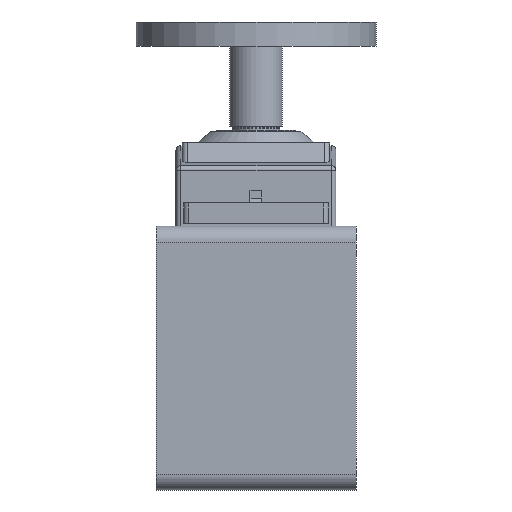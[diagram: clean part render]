
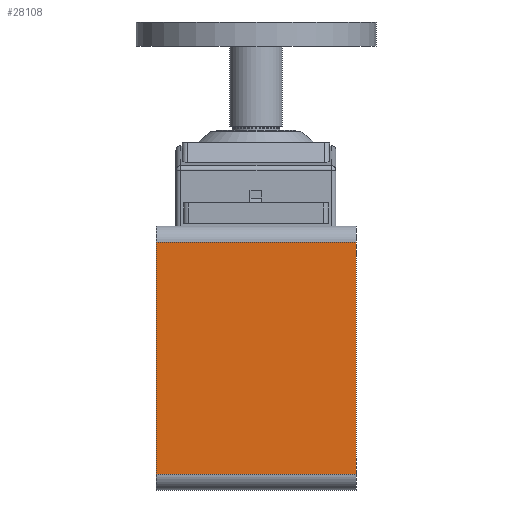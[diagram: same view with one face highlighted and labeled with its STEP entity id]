
A CAD part, left-side view. The second image highlights one B-rep face of the part: STEP entity #28108.
In plain terms, the highlighted planar face has unit normal (-1, 0, 0).
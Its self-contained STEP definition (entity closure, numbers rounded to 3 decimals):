
#26950 = PLANE('',#26951);
#26951 = AXIS2_PLACEMENT_3D('',#26952,#26953,#26954);
#26952 = CARTESIAN_POINT('',(-30.,-12.5,25.5));
#26953 = DIRECTION('',(0.,1.,0.));
#26954 = DIRECTION('',(0.,0.,1.));
#27006 = PLANE('',#27007);
#27007 = AXIS2_PLACEMENT_3D('',#27008,#27009,#27010);
#27008 = CARTESIAN_POINT('',(-30.,12.5,25.5));
#27009 = DIRECTION('',(0.,1.,0.));
#27010 = DIRECTION('',(0.,0.,1.));
#27032 = CYLINDRICAL_SURFACE('',#27033,2.);
#27033 = AXIS2_PLACEMENT_3D('',#27034,#27035,#27036);
#27034 = CARTESIAN_POINT('',(-37.,-12.5,23.5));
#27035 = DIRECTION('',(0.,1.,0.));
#27036 = DIRECTION('',(0.,0.,1.));
#27506 = VERTEX_POINT('',#27507);
#27507 = CARTESIAN_POINT('',(-39.,-12.5,-5.5));
#27526 = CYLINDRICAL_SURFACE('',#27527,2.);
#27527 = AXIS2_PLACEMENT_3D('',#27528,#27529,#27530);
#27528 = CARTESIAN_POINT('',(-37.,-12.5,-5.5));
#27529 = DIRECTION('',(0.,1.,0.));
#27530 = DIRECTION('',(-1.,0.,0.));
#27538 = EDGE_CURVE('',#27539,#27506,#27541,.T.);
#27539 = VERTEX_POINT('',#27540);
#27540 = CARTESIAN_POINT('',(-39.,-12.5,23.5));
#27541 = SURFACE_CURVE('',#27542,(#27546,#27553),.PCURVE_S1.);
#27542 = LINE('',#27543,#27544);
#27543 = CARTESIAN_POINT('',(-39.,-12.5,25.5));
#27544 = VECTOR('',#27545,1.);
#27545 = DIRECTION('',(0.,0.,-1.));
#27546 = PCURVE('',#26950,#27547);
#27547 = DEFINITIONAL_REPRESENTATION('',(#27548),#27552);
#27548 = LINE('',#27549,#27550);
#27549 = CARTESIAN_POINT('',(0.,-9.));
#27550 = VECTOR('',#27551,1.);
#27551 = DIRECTION('',(-1.,0.));
#27552 = ( GEOMETRIC_REPRESENTATION_CONTEXT(2) 
PARAMETRIC_REPRESENTATION_CONTEXT() REPRESENTATION_CONTEXT('2D SPACE',''
  ) );
#27553 = PCURVE('',#27554,#27559);
#27554 = PLANE('',#27555);
#27555 = AXIS2_PLACEMENT_3D('',#27556,#27557,#27558);
#27556 = CARTESIAN_POINT('',(-39.,-12.5,25.5));
#27557 = DIRECTION('',(-1.,0.,0.));
#27558 = DIRECTION('',(0.,0.,-1.));
#27559 = DEFINITIONAL_REPRESENTATION('',(#27560),#27564);
#27560 = LINE('',#27561,#27562);
#27561 = CARTESIAN_POINT('',(0.,0.));
#27562 = VECTOR('',#27563,1.);
#27563 = DIRECTION('',(1.,0.));
#27564 = ( GEOMETRIC_REPRESENTATION_CONTEXT(2) 
PARAMETRIC_REPRESENTATION_CONTEXT() REPRESENTATION_CONTEXT('2D SPACE',''
  ) );
#27596 = EDGE_CURVE('',#27539,#27597,#27599,.T.);
#27597 = VERTEX_POINT('',#27598);
#27598 = CARTESIAN_POINT('',(-39.,12.5,23.5));
#27599 = SURFACE_CURVE('',#27600,(#27604,#27611),.PCURVE_S1.);
#27600 = LINE('',#27601,#27602);
#27601 = CARTESIAN_POINT('',(-39.,-12.5,23.5));
#27602 = VECTOR('',#27603,1.);
#27603 = DIRECTION('',(0.,1.,0.));
#27604 = PCURVE('',#27032,#27605);
#27605 = DEFINITIONAL_REPRESENTATION('',(#27606),#27610);
#27606 = LINE('',#27607,#27608);
#27607 = CARTESIAN_POINT('',(-1.571,0.));
#27608 = VECTOR('',#27609,1.);
#27609 = DIRECTION('',(-0.,1.));
#27610 = ( GEOMETRIC_REPRESENTATION_CONTEXT(2) 
PARAMETRIC_REPRESENTATION_CONTEXT() REPRESENTATION_CONTEXT('2D SPACE',''
  ) );
#27611 = PCURVE('',#27554,#27612);
#27612 = DEFINITIONAL_REPRESENTATION('',(#27613),#27617);
#27613 = LINE('',#27614,#27615);
#27614 = CARTESIAN_POINT('',(2.,0.));
#27615 = VECTOR('',#27616,1.);
#27616 = DIRECTION('',(0.,-1.));
#27617 = ( GEOMETRIC_REPRESENTATION_CONTEXT(2) 
PARAMETRIC_REPRESENTATION_CONTEXT() REPRESENTATION_CONTEXT('2D SPACE',''
  ) );
#28060 = VERTEX_POINT('',#28061);
#28061 = CARTESIAN_POINT('',(-39.,12.5,-5.5));
#28087 = EDGE_CURVE('',#27597,#28060,#28088,.T.);
#28088 = SURFACE_CURVE('',#28089,(#28093,#28100),.PCURVE_S1.);
#28089 = LINE('',#28090,#28091);
#28090 = CARTESIAN_POINT('',(-39.,12.5,25.5));
#28091 = VECTOR('',#28092,1.);
#28092 = DIRECTION('',(0.,0.,-1.));
#28093 = PCURVE('',#27006,#28094);
#28094 = DEFINITIONAL_REPRESENTATION('',(#28095),#28099);
#28095 = LINE('',#28096,#28097);
#28096 = CARTESIAN_POINT('',(0.,-9.));
#28097 = VECTOR('',#28098,1.);
#28098 = DIRECTION('',(-1.,0.));
#28099 = ( GEOMETRIC_REPRESENTATION_CONTEXT(2) 
PARAMETRIC_REPRESENTATION_CONTEXT() REPRESENTATION_CONTEXT('2D SPACE',''
  ) );
#28100 = PCURVE('',#27554,#28101);
#28101 = DEFINITIONAL_REPRESENTATION('',(#28102),#28106);
#28102 = LINE('',#28103,#28104);
#28103 = CARTESIAN_POINT('',(0.,-25.));
#28104 = VECTOR('',#28105,1.);
#28105 = DIRECTION('',(1.,0.));
#28106 = ( GEOMETRIC_REPRESENTATION_CONTEXT(2) 
PARAMETRIC_REPRESENTATION_CONTEXT() REPRESENTATION_CONTEXT('2D SPACE',''
  ) );
#28108 = ADVANCED_FACE('',(#28109),#27554,.T.);
#28109 = FACE_BOUND('',#28110,.T.);
#28110 = EDGE_LOOP('',(#28111,#28112,#28113,#28114));
#28111 = ORIENTED_EDGE('',*,*,#27538,.F.);
#28112 = ORIENTED_EDGE('',*,*,#27596,.T.);
#28113 = ORIENTED_EDGE('',*,*,#28087,.T.);
#28114 = ORIENTED_EDGE('',*,*,#28115,.F.);
#28115 = EDGE_CURVE('',#27506,#28060,#28116,.T.);
#28116 = SURFACE_CURVE('',#28117,(#28121,#28128),.PCURVE_S1.);
#28117 = LINE('',#28118,#28119);
#28118 = CARTESIAN_POINT('',(-39.,-12.5,-5.5));
#28119 = VECTOR('',#28120,1.);
#28120 = DIRECTION('',(0.,1.,0.));
#28121 = PCURVE('',#27554,#28122);
#28122 = DEFINITIONAL_REPRESENTATION('',(#28123),#28127);
#28123 = LINE('',#28124,#28125);
#28124 = CARTESIAN_POINT('',(31.,0.));
#28125 = VECTOR('',#28126,1.);
#28126 = DIRECTION('',(0.,-1.));
#28127 = ( GEOMETRIC_REPRESENTATION_CONTEXT(2) 
PARAMETRIC_REPRESENTATION_CONTEXT() REPRESENTATION_CONTEXT('2D SPACE',''
  ) );
#28128 = PCURVE('',#27526,#28129);
#28129 = DEFINITIONAL_REPRESENTATION('',(#28130),#28134);
#28130 = LINE('',#28131,#28132);
#28131 = CARTESIAN_POINT('',(-0.,0.));
#28132 = VECTOR('',#28133,1.);
#28133 = DIRECTION('',(-0.,1.));
#28134 = ( GEOMETRIC_REPRESENTATION_CONTEXT(2) 
PARAMETRIC_REPRESENTATION_CONTEXT() REPRESENTATION_CONTEXT('2D SPACE',''
  ) );
